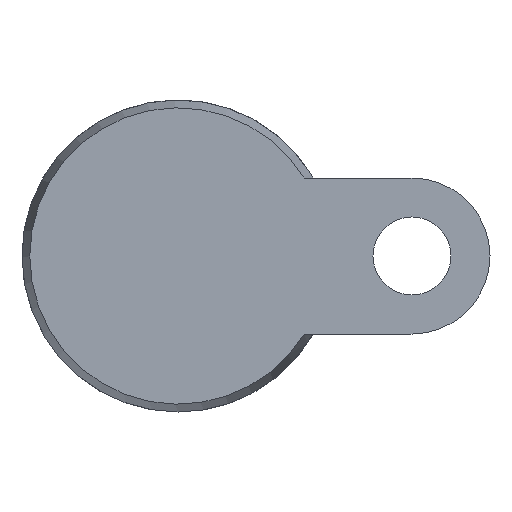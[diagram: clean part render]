
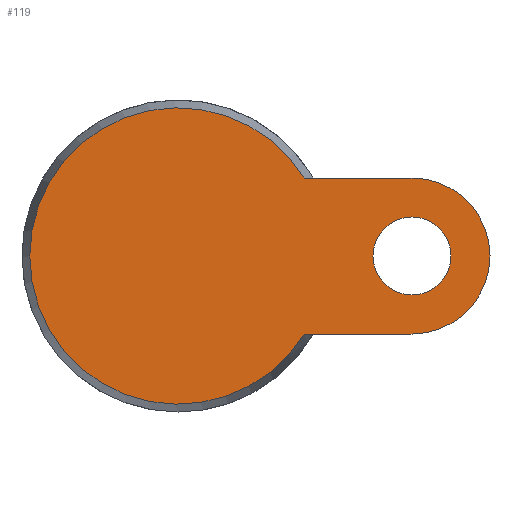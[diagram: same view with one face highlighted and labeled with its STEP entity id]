
A CAD part, front view. The second image highlights one B-rep face of the part: STEP entity #119.
In plain terms, the highlighted planar face has unit normal (0, -1, 0).
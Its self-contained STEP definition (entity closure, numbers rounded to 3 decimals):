
#119 = ADVANCED_FACE( '', ( #277, #278 ), #279, .F. );
#277 = FACE_BOUND( '', #472, .T. );
#278 = FACE_OUTER_BOUND( '', #473, .T. );
#279 = PLANE( '', #474 );
#472 = EDGE_LOOP( '', ( #750 ) );
#473 = EDGE_LOOP( '', ( #751, #752, #753, #754 ) );
#474 = AXIS2_PLACEMENT_3D( '', #755, #756, #757 );
#750 = ORIENTED_EDGE( '', *, *, #1137, .T. );
#751 = ORIENTED_EDGE( '', *, *, #1107, .F. );
#752 = ORIENTED_EDGE( '', *, *, #1139, .T. );
#753 = ORIENTED_EDGE( '', *, *, #1140, .F. );
#754 = ORIENTED_EDGE( '', *, *, #1141, .F. );
#755 = CARTESIAN_POINT( '', ( 28.5, 0., 0. ) );
#756 = DIRECTION( '', ( 0., 1., 0. ) );
#757 = DIRECTION( '', ( 0., 0., 1. ) );
#1107 = EDGE_CURVE( '', #1316, #1318, #1319, .T. );
#1137 = EDGE_CURVE( '', #1361, #1361, #1362, .T. );
#1139 = EDGE_CURVE( '', #1316, #1364, #1365, .T. );
#1140 = EDGE_CURVE( '', #1366, #1364, #1367, .T. );
#1141 = EDGE_CURVE( '', #1318, #1366, #1368, .T. );
#1316 = VERTEX_POINT( '', #1635 );
#1318 = VERTEX_POINT( '', #1640 );
#1319 = LINE( '', #1641, #1642 );
#1361 = VERTEX_POINT( '', #1731 );
#1362 = CIRCLE( '', #1732, 7.5 );
#1364 = VERTEX_POINT( '', #1734 );
#1365 = CIRCLE( '', #1735, 28.5 );
#1366 = VERTEX_POINT( '', #1736 );
#1367 = LINE( '', #1737, #1738 );
#1368 = CIRCLE( '', #1739, 15. );
#1635 = CARTESIAN_POINT( '', ( 24.233, 0., 15. ) );
#1640 = CARTESIAN_POINT( '', ( 45., 0., 15. ) );
#1641 = CARTESIAN_POINT( '', ( 0., 0., 15. ) );
#1642 = VECTOR( '', #1995, 1000. );
#1731 = CARTESIAN_POINT( '', ( 52.5, 0., 0. ) );
#1732 = AXIS2_PLACEMENT_3D( '', #2019, #2020, #2021 );
#1734 = CARTESIAN_POINT( '', ( 24.233, 0., -15. ) );
#1735 = AXIS2_PLACEMENT_3D( '', #2022, #2023, #2024 );
#1736 = CARTESIAN_POINT( '', ( 45., 0., -15. ) );
#1737 = CARTESIAN_POINT( '', ( 45., 0., -15. ) );
#1738 = VECTOR( '', #2025, 1000. );
#1739 = AXIS2_PLACEMENT_3D( '', #2026, #2027, #2028 );
#1995 = DIRECTION( '', ( 1., 0., 0. ) );
#2019 = CARTESIAN_POINT( '', ( 45., 0., 0. ) );
#2020 = DIRECTION( '', ( 0., 1., 0. ) );
#2021 = DIRECTION( '', ( 1., 0., 0. ) );
#2022 = CARTESIAN_POINT( '', ( 0., 0., 0. ) );
#2023 = DIRECTION( '', ( 0., -1., 0. ) );
#2024 = DIRECTION( '', ( 0., 0., -1. ) );
#2025 = DIRECTION( '', ( -1., 0., 0. ) );
#2026 = CARTESIAN_POINT( '', ( 45., 0., 0. ) );
#2027 = DIRECTION( '', ( 0., 1., 0. ) );
#2028 = DIRECTION( '', ( 1., 0., 0. ) );
